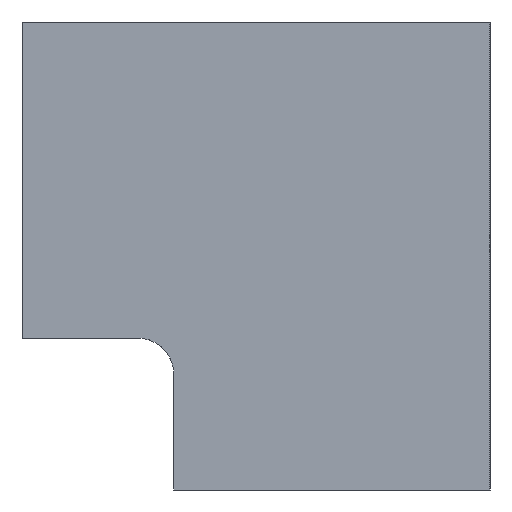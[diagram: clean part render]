
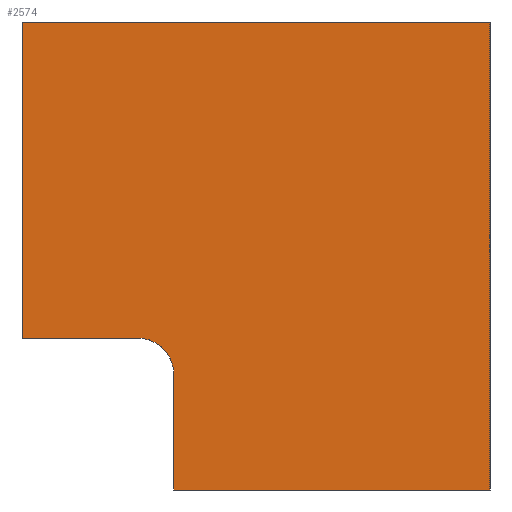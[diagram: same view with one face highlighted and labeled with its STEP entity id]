
A CAD part, left-side view. The second image highlights one B-rep face of the part: STEP entity #2574.
In plain terms, the highlighted planar face has unit normal (-1, 0, -0.018).
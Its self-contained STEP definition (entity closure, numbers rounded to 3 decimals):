
#240 = AXIS2_PLACEMENT_3D ( 'NONE', #877, #6855, #1752 ) ;
#653 = EDGE_CURVE ( 'NONE', #10587, #9678, #9824, .T. ) ;
#712 = CARTESIAN_POINT ( 'NONE',  ( -21.366, 26., -29. ) ) ;
#868 = ORIENTED_EDGE ( 'NONE', *, *, #7540, .F. ) ;
#877 = CARTESIAN_POINT ( 'NONE',  ( -21.2, 0., -38.5 ) ) ;
#1140 = VERTEX_POINT ( 'NONE', #5208 ) ;
#1185 = CARTESIAN_POINT ( 'NONE',  ( -21.418, 29., -26. ) ) ;
#1712 = EDGE_CURVE ( 'NONE', #2493, #9678, #4044, .T. ) ;
#1752 = DIRECTION ( 'NONE',  ( -0.017, 0., 1. ) ) ;
#1755 = CARTESIAN_POINT ( 'NONE',  ( -21.2, 26., -38.5 ) ) ;
#2288 = CARTESIAN_POINT ( 'NONE',  ( -21.366, 26., -29. ) ) ;
#2346 = FACE_OUTER_BOUND ( 'NONE', #11007, .T. ) ;
#2493 = VERTEX_POINT ( 'NONE', #1755 ) ;
#2497 = LINE ( 'NONE', #3241, #6766 ) ;
#2574 = ADVANCED_FACE ( 'NONE', ( #2346 ), #8565, .T. ) ;
#2983 = CARTESIAN_POINT ( 'NONE',  ( -21.418, 0., -26. ) ) ;
#3241 = CARTESIAN_POINT ( 'NONE',  ( -21.872, 0., 0. ) ) ;
#3345 = VECTOR ( 'NONE', #6515, 1000. ) ;
#3634 = VERTEX_POINT ( 'NONE', #6180 ) ;
#3743 = DIRECTION ( 'NONE',  ( -0.017, 0., 1. ) ) ;
#4044 = LINE ( 'NONE', #8275, #8065 ) ;
#4065 = ORIENTED_EDGE ( 'NONE', *, *, #7665, .F. ) ;
#4172 = ORIENTED_EDGE ( 'NONE', *, *, #1712, .F. ) ;
#4697 = DIRECTION ( 'NONE',  ( 0., 1., 0. ) ) ;
#5208 = CARTESIAN_POINT ( 'NONE',  ( -21.418, 38.5, -26. ) ) ;
#5535 = ORIENTED_EDGE ( 'NONE', *, *, #7687, .F. ) ;
#5665 = CARTESIAN_POINT ( 'NONE',  ( -21.2, 0., -38.5 ) ) ;
#5810 = CARTESIAN_POINT ( 'NONE',  ( -21.418, 29., -26. ) ) ;
#5881 = CARTESIAN_POINT ( 'NONE',  ( -21.2, 0., -38.5 ) ) ;
#6180 = CARTESIAN_POINT ( 'NONE',  ( -21.872, 38.5, 0. ) ) ;
#6515 = DIRECTION ( 'NONE',  ( 0., 1., 0. ) ) ;
#6542 = DIRECTION ( 'NONE',  ( -0.017, 0., 1. ) ) ;
#6621 = CARTESIAN_POINT ( 'NONE',  ( -21.396, 26., -27.243 ) ) ;
#6766 = VECTOR ( 'NONE', #8385, 1000. ) ;
#6768 = VERTEX_POINT ( 'NONE', #8868 ) ;
#6855 = DIRECTION ( 'NONE',  ( -1., 0., -0.017 ) ) ;
#7195 = EDGE_CURVE ( 'NONE', #10730, #2493, #10228, .T. ) ;
#7540 = EDGE_CURVE ( 'NONE', #10587, #1140, #9902, .T. ) ;
#7567 = VECTOR ( 'NONE', #4697, 1000. ) ;
#7665 = EDGE_CURVE ( 'NONE', #3634, #6768, #2497, .T. ) ;
#7687 = EDGE_CURVE ( 'NONE', #6768, #10730, #8819, .T. ) ;
#8065 = VECTOR ( 'NONE', #6542, 1000. ) ;
#8159 = ORIENTED_EDGE ( 'NONE', *, *, #653, .T. ) ;
#8173 = EDGE_CURVE ( 'NONE', #1140, #3634, #9648, .T. ) ;
#8275 = CARTESIAN_POINT ( 'NONE',  ( -21.2, 26., -38.5 ) ) ;
#8385 = DIRECTION ( 'NONE',  ( 0., -1., 0. ) ) ;
#8565 = PLANE ( 'NONE',  #240 ) ;
#8819 = LINE ( 'NONE', #5881, #9370 ) ;
#8868 = CARTESIAN_POINT ( 'NONE',  ( -21.872, 0., 0. ) ) ;
#8916 = CARTESIAN_POINT ( 'NONE',  ( -21.2, 38.5, -38.5 ) ) ;
#8943 = ORIENTED_EDGE ( 'NONE', *, *, #8173, .F. ) ;
#9084 = ORIENTED_EDGE ( 'NONE', *, *, #7195, .F. ) ;
#9220 = CARTESIAN_POINT ( 'NONE',  ( -21.2, 0., -38.5 ) ) ;
#9357 = VECTOR ( 'NONE', #3743, 1000. ) ;
#9370 = VECTOR ( 'NONE', #11022, 1000. ) ;
#9648 = LINE ( 'NONE', #8916, #9357 ) ;
#9678 = VERTEX_POINT ( 'NONE', #2288 ) ;
#9824 =( BOUNDED_CURVE ( )  B_SPLINE_CURVE ( 3, ( #5810, #10992, #6621, #712 ),
 .UNSPECIFIED., .F., .T. ) 
 B_SPLINE_CURVE_WITH_KNOTS ( ( 4, 4 ),
 ( 3.142, 4.712 ),
 .UNSPECIFIED. ) 
 CURVE ( )  GEOMETRIC_REPRESENTATION_ITEM ( )  RATIONAL_B_SPLINE_CURVE ( ( 1., 0.805, 0.805, 1. ) ) 
 REPRESENTATION_ITEM ( '' )  );
#9902 = LINE ( 'NONE', #2983, #7567 ) ;
#10228 = LINE ( 'NONE', #5665, #3345 ) ;
#10587 = VERTEX_POINT ( 'NONE', #1185 ) ;
#10730 = VERTEX_POINT ( 'NONE', #9220 ) ;
#10992 = CARTESIAN_POINT ( 'NONE',  ( -21.418, 27.243, -26. ) ) ;
#11007 = EDGE_LOOP ( 'NONE', ( #5535, #4065, #8943, #868, #8159, #4172, #9084 ) ) ;
#11022 = DIRECTION ( 'NONE',  ( 0.017, 0., -1. ) ) ;
